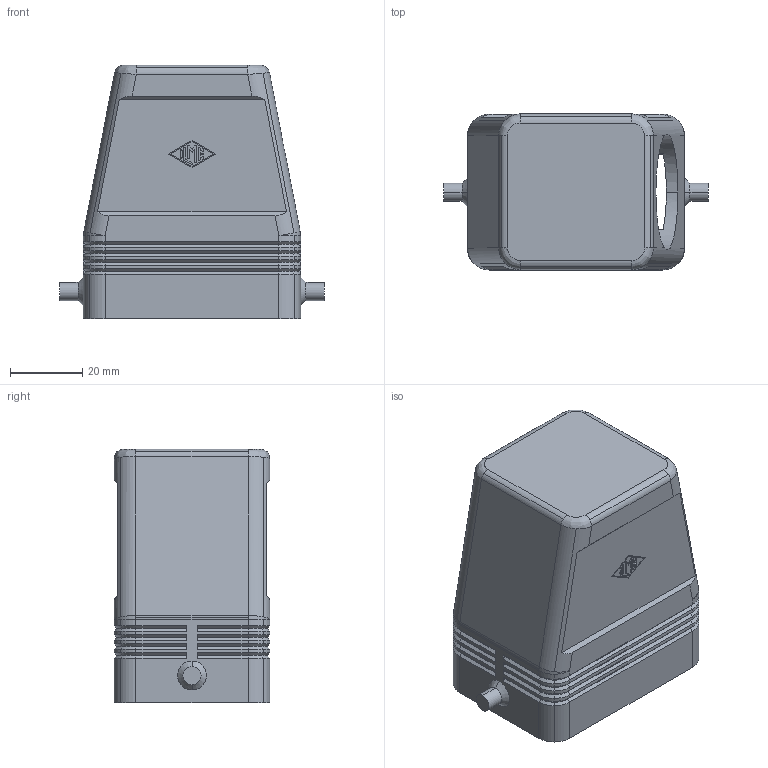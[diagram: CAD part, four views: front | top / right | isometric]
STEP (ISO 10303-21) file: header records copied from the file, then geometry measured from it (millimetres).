
FILE_DESCRIPTION((''),'2;1');
FILE_NAME('MFO 06 L32.stp','2006-12-18T13:53:13',('gembarski'),(''),'Autodesk Inventor 7','Autodesk Inventor 7','');
FILE_SCHEMA(('AUTOMOTIVE_DESIGN { 1 0 10303 214 1 1 1 1 }'));
Length unit declared in the file: millimetre
Products named in the file (1): CAV Tüllengehäuse 1 Bügel für einen Einsatz
Bounding box: 73 x 43 x 70 mm (x, y, z)
Volume: 51995.5 mm3; surface area: 27083.7 mm2
Topology: 1 solids, 1 shells, 388 faces, 929 edges, 550 vertices
Faces by surface type: plane 151, cylinder 102, cone 66, bspline 65, sphere 4
Entity records: 11704 total; most frequent: CARTESIAN_POINT 2797, DIRECTION 1861, ORIENTED_EDGE 1842, EDGE_CURVE 921, AXIS2_PLACEMENT_3D 626, VECTOR 609, LINE 609, VERTEX_POINT 550
